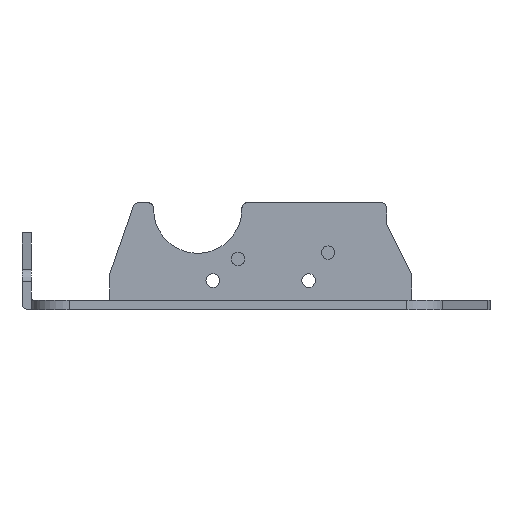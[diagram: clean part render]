
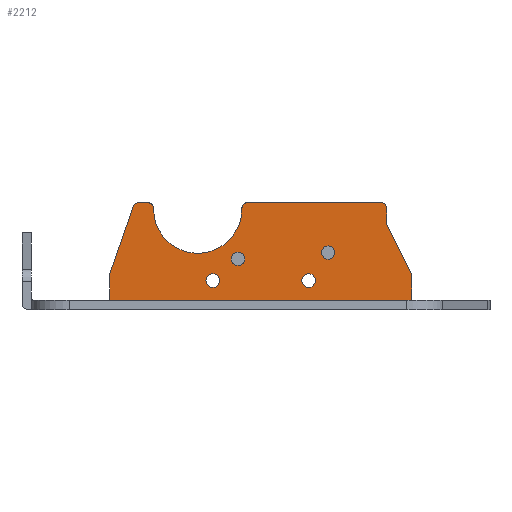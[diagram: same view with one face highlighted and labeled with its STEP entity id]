
A CAD part, left-side view. The second image highlights one B-rep face of the part: STEP entity #2212.
In plain terms, the highlighted planar face has unit normal (-1, 0, 0).
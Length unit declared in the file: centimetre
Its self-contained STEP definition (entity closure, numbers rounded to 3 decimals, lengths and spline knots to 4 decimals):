
#60=FACE_BOUND($,#391,.T.);
#61=FACE_BOUND($,#392,.T.);
#62=FACE_BOUND($,#393,.T.);
#63=FACE_BOUND($,#394,.T.);
#97=CIRCLE($,#2342,0.1);
#98=CIRCLE($,#2343,0.1);
#99=CIRCLE($,#2344,0.7);
#100=CIRCLE($,#2345,0.109);
#101=CIRCLE($,#2346,0.109);
#102=CIRCLE($,#2347,0.105);
#103=CIRCLE($,#2348,0.105);
#199=PLANE($,#2341);
#269=FACE_OUTER_BOUND($,#390,.T.);
#390=EDGE_LOOP($,(#1551,#1552,#1553,#1554,#1555,#1556,#1557,#1558,#1559,
#1560,#1561,#1562,#1563));
#391=EDGE_LOOP($,(#1564));
#392=EDGE_LOOP($,(#1565));
#393=EDGE_LOOP($,(#1566));
#394=EDGE_LOOP($,(#1567));
#548=LINE($,#3262,#764);
#549=LINE($,#3266,#765);
#550=LINE($,#3268,#766);
#551=LINE($,#3270,#767);
#552=LINE($,#3272,#768);
#553=LINE($,#3274,#769);
#554=LINE($,#3276,#770);
#555=LINE($,#3280,#771);
#764=VECTOR($,#2565,1.);
#765=VECTOR($,#2568,1.);
#766=VECTOR($,#2569,1.);
#767=VECTOR($,#2570,1.);
#768=VECTOR($,#2571,1.);
#769=VECTOR($,#2572,1.);
#770=VECTOR($,#2573,1.);
#771=VECTOR($,#2576,1.);
#980=B_SPLINE_CURVE_WITH_KNOTS($,3,(#3249,#3250,#3251,#3252,#3253,#3254,
#3255),.UNSPECIFIED.,.F.,.F.,(4,3,4),(0.,0.0678,0.1582),
 .UNSPECIFIED.);
#982=B_SPLINE_CURVE_WITH_KNOTS($,3,(#3282,#3283,#3284,#3285,#3286,#3287,
#3288),.UNSPECIFIED.,.F.,.F.,(4,3,4),(0.,0.0904,0.1582),
 .UNSPECIFIED.);
#993=VERTEX_POINT($,#3246);
#994=VERTEX_POINT($,#3248);
#995=VERTEX_POINT($,#3261);
#996=VERTEX_POINT($,#3263);
#997=VERTEX_POINT($,#3265);
#998=VERTEX_POINT($,#3267);
#999=VERTEX_POINT($,#3269);
#1000=VERTEX_POINT($,#3271);
#1001=VERTEX_POINT($,#3273);
#1002=VERTEX_POINT($,#3275);
#1003=VERTEX_POINT($,#3277);
#1004=VERTEX_POINT($,#3279);
#1005=VERTEX_POINT($,#3281);
#1006=VERTEX_POINT($,#3290);
#1007=VERTEX_POINT($,#3292);
#1008=VERTEX_POINT($,#3294);
#1009=VERTEX_POINT($,#3296);
#1219=EDGE_CURVE($,#993,#994,#980,.T.);
#1221=EDGE_CURVE($,#995,#993,#548,.T.);
#1222=EDGE_CURVE($,#996,#995,#97,.T.);
#1223=EDGE_CURVE($,#997,#996,#549,.T.);
#1224=EDGE_CURVE($,#998,#997,#550,.T.);
#1225=EDGE_CURVE($,#999,#998,#551,.T.);
#1226=EDGE_CURVE($,#999,#1000,#552,.T.);
#1227=EDGE_CURVE($,#1000,#1001,#553,.T.);
#1228=EDGE_CURVE($,#1001,#1002,#554,.F.);
#1229=EDGE_CURVE($,#1003,#1002,#98,.T.);
#1230=EDGE_CURVE($,#1004,#1003,#555,.T.);
#1231=EDGE_CURVE($,#1005,#1004,#982,.T.);
#1232=EDGE_CURVE($,#1005,#994,#99,.T.);
#1233=EDGE_CURVE($,#1006,#1006,#100,.T.);
#1234=EDGE_CURVE($,#1007,#1007,#101,.T.);
#1235=EDGE_CURVE($,#1008,#1008,#102,.T.);
#1236=EDGE_CURVE($,#1009,#1009,#103,.T.);
#1551=ORIENTED_EDGE($,*,*,#1219,.F.);
#1552=ORIENTED_EDGE($,*,*,#1221,.F.);
#1553=ORIENTED_EDGE($,*,*,#1222,.F.);
#1554=ORIENTED_EDGE($,*,*,#1223,.F.);
#1555=ORIENTED_EDGE($,*,*,#1224,.F.);
#1556=ORIENTED_EDGE($,*,*,#1225,.F.);
#1557=ORIENTED_EDGE($,*,*,#1226,.T.);
#1558=ORIENTED_EDGE($,*,*,#1227,.T.);
#1559=ORIENTED_EDGE($,*,*,#1228,.T.);
#1560=ORIENTED_EDGE($,*,*,#1229,.F.);
#1561=ORIENTED_EDGE($,*,*,#1230,.F.);
#1562=ORIENTED_EDGE($,*,*,#1231,.F.);
#1563=ORIENTED_EDGE($,*,*,#1232,.T.);
#1564=ORIENTED_EDGE($,*,*,#1233,.T.);
#1565=ORIENTED_EDGE($,*,*,#1234,.T.);
#1566=ORIENTED_EDGE($,*,*,#1235,.T.);
#1567=ORIENTED_EDGE($,*,*,#1236,.T.);
#2212=ADVANCED_FACE($,(#269,#60,#61,#62,#63),#199,.T.);
#2341=AXIS2_PLACEMENT_3D($,#3260,#2563,#2564);
#2342=AXIS2_PLACEMENT_3D($,#3264,#2566,#2567);
#2343=AXIS2_PLACEMENT_3D($,#3278,#2574,#2575);
#2344=AXIS2_PLACEMENT_3D($,#3289,#2577,#2578);
#2345=AXIS2_PLACEMENT_3D($,#3291,#2579,#2580);
#2346=AXIS2_PLACEMENT_3D($,#3293,#2581,#2582);
#2347=AXIS2_PLACEMENT_3D($,#3295,#2583,#2584);
#2348=AXIS2_PLACEMENT_3D($,#3297,#2585,#2586);
#2563=DIRECTION('center_axis',(-1.,0.,0.));
#2564=DIRECTION('ref_axis',(0.,-1.,0.));
#2565=DIRECTION($,(0.,-1.,0.));
#2566=DIRECTION('center_axis',(1.,0.,0.));
#2567=DIRECTION('ref_axis',(0.,0.579,0.815));
#2568=DIRECTION($,(0.,-0.329,0.944));
#2569=DIRECTION($,(0.,0.,1.));
#2570=DIRECTION($,(0.,1.,0.));
#2571=DIRECTION($,(0.,0.,1.));
#2572=DIRECTION($,(0.,0.447,0.894));
#2573=DIRECTION($,(0.,0.,-1.));
#2574=DIRECTION('center_axis',(1.,0.,0.));
#2575=DIRECTION('ref_axis',(0.,-0.707,0.707));
#2576=DIRECTION($,(0.,-1.,0.));
#2577=DIRECTION('center_axis',(1.,0.,0.));
#2578=DIRECTION('ref_axis',(0.,0.,1.));
#2579=DIRECTION('center_axis',(1.,0.,0.));
#2580=DIRECTION('ref_axis',(0.,-1.,0.));
#2581=DIRECTION('center_axis',(1.,0.,0.));
#2582=DIRECTION('ref_axis',(0.,-1.,0.));
#2583=DIRECTION('center_axis',(1.,0.,0.));
#2584=DIRECTION('ref_axis',(0.,0.,1.));
#2585=DIRECTION('center_axis',(1.,0.,0.));
#2586=DIRECTION('ref_axis',(0.,0.,1.));
#3246=CARTESIAN_POINT('',(-2.16,1.8,1.7));
#3248=CARTESIAN_POINT('',(-2.16,1.7,1.5992));
#3249=CARTESIAN_POINT('Ctrl Pts',(-2.16,1.8,1.7));
#3250=CARTESIAN_POINT('Ctrl Pts',(-2.16,1.7774,1.7));
#3251=CARTESIAN_POINT('Ctrl Pts',(-2.16,1.7548,1.6921));
#3252=CARTESIAN_POINT('Ctrl Pts',(-2.16,1.7374,1.678));
#3253=CARTESIAN_POINT('Ctrl Pts',(-2.16,1.714,1.6591));
#3254=CARTESIAN_POINT('Ctrl Pts',(-2.16,1.6998,1.6293));
#3255=CARTESIAN_POINT('Ctrl Pts',(-2.16,1.7,1.5992));
#3260=CARTESIAN_POINT('Origin',(-2.16,1.,0.15));
#3261=CARTESIAN_POINT('',(-2.16,1.9289,1.7));
#3262=CARTESIAN_POINT($,(-2.16,0.5,1.7));
#3263=CARTESIAN_POINT('',(-2.16,2.0234,1.6329));
#3264=CARTESIAN_POINT('Origin',(-2.16,1.9289,1.6));
#3265=CARTESIAN_POINT('',(-2.16,2.4,0.55));
#3266=CARTESIAN_POINT($,(-2.16,2.4,0.55));
#3267=CARTESIAN_POINT('',(-2.16,2.4,0.15));
#3268=CARTESIAN_POINT($,(-2.16,2.4,0.15));
#3269=CARTESIAN_POINT('',(-2.16,-2.4,0.15));
#3270=CARTESIAN_POINT($,(-2.16,2.,0.15));
#3271=CARTESIAN_POINT('',(-2.16,-2.4,0.55));
#3272=CARTESIAN_POINT($,(-2.16,-2.4,0.15));
#3273=CARTESIAN_POINT('',(-2.16,-2.,1.35));
#3274=CARTESIAN_POINT($,(-2.16,-2.4,0.55));
#3275=CARTESIAN_POINT('',(-2.16,-2.,1.6));
#3276=CARTESIAN_POINT($,(-2.16,-2.,0.15));
#3277=CARTESIAN_POINT('',(-2.16,-1.9,1.7));
#3278=CARTESIAN_POINT('Origin',(-2.16,-1.9,1.6));
#3279=CARTESIAN_POINT('',(-2.16,0.2,1.7));
#3280=CARTESIAN_POINT($,(-2.16,0.5,1.7));
#3281=CARTESIAN_POINT('',(-2.16,0.3,1.5992));
#3282=CARTESIAN_POINT('Ctrl Pts',(-2.16,0.3,1.5992));
#3283=CARTESIAN_POINT('Ctrl Pts',(-2.16,0.3002,1.6293));
#3284=CARTESIAN_POINT('Ctrl Pts',(-2.16,0.286,1.6592));
#3285=CARTESIAN_POINT('Ctrl Pts',(-2.16,0.2626,1.678));
#3286=CARTESIAN_POINT('Ctrl Pts',(-2.16,0.2452,1.6921));
#3287=CARTESIAN_POINT('Ctrl Pts',(-2.16,0.2226,1.7));
#3288=CARTESIAN_POINT('Ctrl Pts',(-2.16,0.2,1.7));
#3289=CARTESIAN_POINT('Origin',(-2.16,1.,1.594));
#3290=CARTESIAN_POINT('',(-2.16,-0.76,0.569));
#3291=CARTESIAN_POINT('Origin',(-2.16,-0.76,0.46));
#3292=CARTESIAN_POINT('',(-2.16,0.76,0.569));
#3293=CARTESIAN_POINT('Origin',(-2.16,0.76,0.46));
#3294=CARTESIAN_POINT('',(-2.16,-1.07,0.799));
#3295=CARTESIAN_POINT('Origin',(-2.16,-1.07,0.904));
#3296=CARTESIAN_POINT('',(-2.16,0.36,0.699));
#3297=CARTESIAN_POINT('Origin',(-2.16,0.36,0.804));
